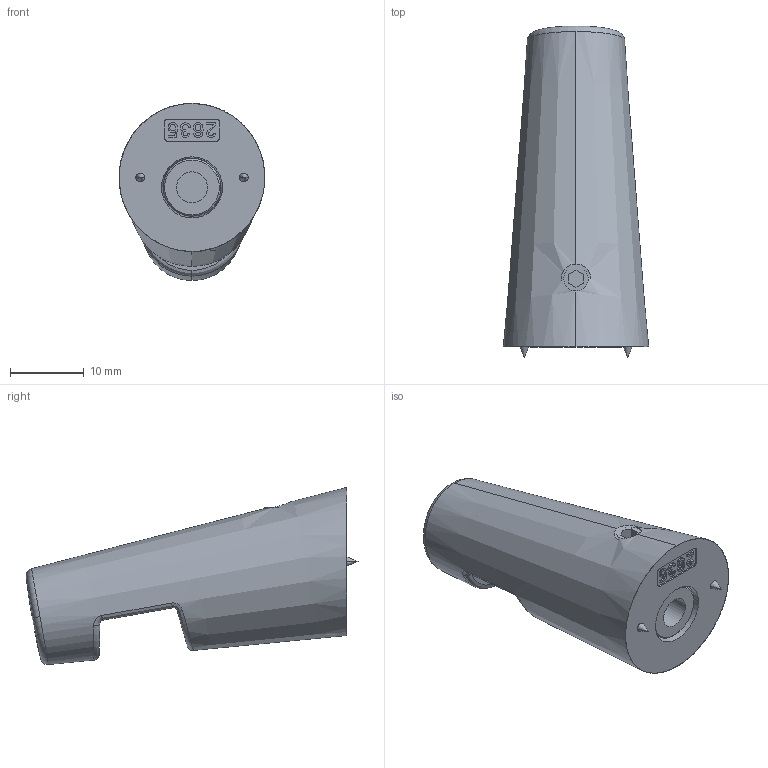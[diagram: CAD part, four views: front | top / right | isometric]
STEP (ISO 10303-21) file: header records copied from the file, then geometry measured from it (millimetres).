
FILE_DESCRIPTION(('Creo Elements/Direct Modeling STEP Export'),'2;1');
FILE_NAME('2635-43.stp','2023-12-06T 8:25:07',(''),(''),'Creo Elements/Direct Modeling STEP processor for AP214 (Solid Model)','Creo Elements/Direct Modeling 20.0 12-Nov-2016 (C) Parametric Technology GmbH','');
FILE_SCHEMA(('AUTOMOTIVE_DESIGN { 1 0 10303 214 1 1 1 1 }'));
Length unit declared in the file: millimetre
Products named in the file (4): D914M4X6S1.1; ZN-12237; FE-12160; DIV-12236
Assembly tree (3 placements, depth 2):
  DIV-12236
    FE-12160
    ZN-12237
    D914M4X6S1.1
Bounding box: 19.72 x 44.92 x 23.96 mm (x, y, z)
Volume: 7941.5 mm3; surface area: 3959.2 mm2
Topology: 3 solids, 3 shells, 317 faces, 899 edges, 588 vertices
Faces by surface type: plane 265, cone 20, cylinder 16, bspline 12, torus 2, sphere 2
Entity records: 12886 total; most frequent: CARTESIAN_POINT 4762, ORIENTED_EDGE 1782, DIRECTION 1465, EDGE_CURVE 891, VECTOR 791, LINE 791, VERTEX_POINT 588, AXIS2_PLACEMENT_3D 337
